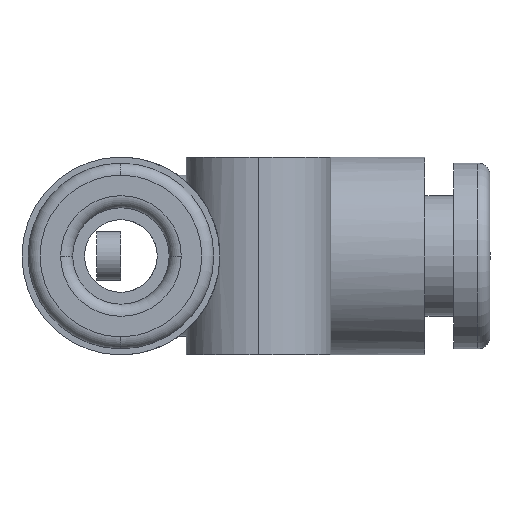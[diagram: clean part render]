
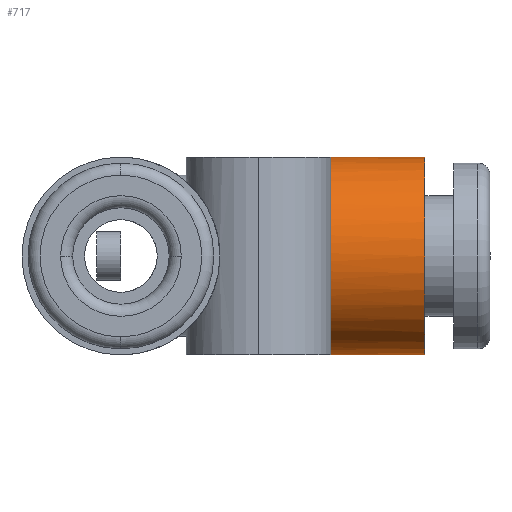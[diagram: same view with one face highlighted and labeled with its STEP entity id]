
A CAD part, left-side view. The second image highlights one B-rep face of the part: STEP entity #717.
In plain terms, the highlighted cylindrical face has radius 4.1 mm (diameter 8.2 mm), a partial arc.
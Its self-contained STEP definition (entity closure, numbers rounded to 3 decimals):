
#39 = CARTESIAN_POINT ( 'NONE',  ( 0., -4.073, 0. ) ) ;
#62 = DIRECTION ( 'NONE',  ( 0., -1., 0. ) ) ;
#133 = VERTEX_POINT ( 'NONE', #1340 ) ;
#134 = ORIENTED_EDGE ( 'NONE', *, *, #894, .T. ) ;
#135 = CARTESIAN_POINT ( 'NONE',  ( -2.858, -6.679, -2.942 ) ) ;
#164 = VERTEX_POINT ( 'NONE', #1886 ) ;
#176 = CARTESIAN_POINT ( 'NONE',  ( -3.643, -7.886, -1.891 ) ) ;
#242 = CARTESIAN_POINT ( 'NONE',  ( -2.7, -5.7, 3.085 ) ) ;
#258 = ORIENTED_EDGE ( 'NONE', *, *, #2081, .F. ) ;
#283 = CARTESIAN_POINT ( 'NONE',  ( -3.18, -4.073, -2.589 ) ) ;
#329 = CARTESIAN_POINT ( 'NONE',  ( -2.8, -6.494, -2.995 ) ) ;
#336 = VERTEX_POINT ( 'NONE', #1626 ) ;
#365 = ORIENTED_EDGE ( 'NONE', *, *, #909, .F. ) ;
#402 = B_SPLINE_CURVE_WITH_KNOTS ( 'NONE', 3,
 ( #2442, #2558, #2305, #329, #135, #2465, #2353, #2475, #2359, #2548, #176, #2561, #905, #2414, #2529, #2396, #2394, #2406, #1606, #2328, #1651, #1655, #1508, #2288, #2422, #2385, #2381, #2433, #2388, #875, #2626, #2377 ),
 .UNSPECIFIED., .F., .F.,
 ( 4, 2, 2, 2, 2, 2, 2, 2, 2, 2, 2, 2, 2, 2, 2, 4 ),
 ( 0.014, 0.015, 0.016, 0.016, 0.017, 0.017, 0.018, 0.019, 0.02, 0.02, 0.021, 0.022, 0.022, 0.023, 0.023, 0.024 ),
 .UNSPECIFIED. ) ;
#492 = DIRECTION ( 'NONE',  ( 0., 1., 0. ) ) ;
#505 = DIRECTION ( 'NONE',  ( 0., 0., -1. ) ) ;
#530 = LINE ( 'NONE', #892, #1989 ) ;
#609 = DIRECTION ( 'NONE',  ( 0., 0., 1. ) ) ;
#617 = CARTESIAN_POINT ( 'NONE',  ( -2.7, -5.549, -3.085 ) ) ;
#624 = CARTESIAN_POINT ( 'NONE',  ( -2.79, -4.956, -3.005 ) ) ;
#648 = CARTESIAN_POINT ( 'NONE',  ( -2.92, -4.536, -2.881 ) ) ;
#652 = CARTESIAN_POINT ( 'NONE',  ( -2.712, -5.396, -3.075 ) ) ;
#677 = EDGE_LOOP ( 'NONE', ( #2439, #365, #1221, #1912, #258, #801, #700, #134 ) ) ;
#700 = ORIENTED_EDGE ( 'NONE', *, *, #982, .F. ) ;
#717 = ADVANCED_FACE ( 'NONE', ( #2511 ), #2521, .T. ) ;
#731 = CARTESIAN_POINT ( 'NONE',  ( -3.18, -4.073, -2.589 ) ) ;
#756 = CARTESIAN_POINT ( 'NONE',  ( -3.042, -4.286, -2.758 ) ) ;
#792 = CARTESIAN_POINT ( 'NONE',  ( -2.7, -5.7, -3.085 ) ) ;
#801 = ORIENTED_EDGE ( 'NONE', *, *, #898, .F. ) ;
#805 = CARTESIAN_POINT ( 'NONE',  ( -2.757, -5.1, -3.035 ) ) ;
#822 = EDGE_CURVE ( 'NONE', #896, #164, #530, .T. ) ;
#875 = CARTESIAN_POINT ( 'NONE',  ( -2.721, -6.105, 3.068 ) ) ;
#892 = CARTESIAN_POINT ( 'NONE',  ( 0., -24.197, 4.1 ) ) ;
#894 = EDGE_CURVE ( 'NONE', #1706, #133, #2060, .T. ) ;
#896 = VERTEX_POINT ( 'NONE', #2498 ) ;
#898 = EDGE_CURVE ( 'NONE', #336, #1077, #402, .T. ) ;
#905 = CARTESIAN_POINT ( 'NONE',  ( -3.871, -8.079, -1.366 ) ) ;
#909 = EDGE_CURVE ( 'NONE', #896, #1401, #2101, .T. ) ;
#913 = EDGE_CURVE ( 'NONE', #1401, #133, #2113, .T. ) ;
#982 = EDGE_CURVE ( 'NONE', #1706, #336, #2441, .T. ) ;
#1077 = VERTEX_POINT ( 'NONE', #242 ) ;
#1101 = AXIS2_PLACEMENT_3D ( 'NONE', #39, #62, #505 ) ;
#1221 = ORIENTED_EDGE ( 'NONE', *, *, #822, .T. ) ;
#1266 = AXIS2_PLACEMENT_3D ( 'NONE', #1309, #1623, #1650 ) ;
#1298 = AXIS2_PLACEMENT_3D ( 'NONE', #2649, #2579, #2554 ) ;
#1309 = CARTESIAN_POINT ( 'NONE',  ( 0., -12.6, 0. ) ) ;
#1340 = CARTESIAN_POINT ( 'NONE',  ( 0., -4.073, -4.1 ) ) ;
#1349 = AXIS2_PLACEMENT_3D ( 'NONE', #2566, #2528, #609 ) ;
#1356 = CARTESIAN_POINT ( 'NONE',  ( -2.919, -4.539, 2.882 ) ) ;
#1360 = CARTESIAN_POINT ( 'NONE',  ( -3.18, -4.073, 2.589 ) ) ;
#1393 = VERTEX_POINT ( 'NONE', #2214 ) ;
#1401 = VERTEX_POINT ( 'NONE', #2192 ) ;
#1508 = CARTESIAN_POINT ( 'NONE',  ( -3.55, -7.797, 2.058 ) ) ;
#1522 = CARTESIAN_POINT ( 'NONE',  ( -2.79, -4.955, 3.005 ) ) ;
#1606 = CARTESIAN_POINT ( 'NONE',  ( -3.981, -8.16, 1. ) ) ;
#1612 = CARTESIAN_POINT ( 'NONE',  ( -3.043, -4.284, 2.756 ) ) ;
#1623 = DIRECTION ( 'NONE',  ( 0., -1., 0. ) ) ;
#1626 = CARTESIAN_POINT ( 'NONE',  ( -2.7, -5.7, -3.085 ) ) ;
#1640 = CARTESIAN_POINT ( 'NONE',  ( 0., -24.197, -4.1 ) ) ;
#1650 = DIRECTION ( 'NONE',  ( 0., 0., -1. ) ) ;
#1651 = CARTESIAN_POINT ( 'NONE',  ( -3.798, -8.022, 1.557 ) ) ;
#1655 = CARTESIAN_POINT ( 'NONE',  ( -3.64, -7.884, 1.896 ) ) ;
#1706 = VERTEX_POINT ( 'NONE', #283 ) ;
#1798 = EDGE_CURVE ( 'NONE', #164, #1393, #2476, .T. ) ;
#1886 = CARTESIAN_POINT ( 'NONE',  ( 0., -4.073, 4.1 ) ) ;
#1912 = ORIENTED_EDGE ( 'NONE', *, *, #1798, .T. ) ;
#1989 = VECTOR ( 'NONE', #492, 1000. ) ;
#2041 = B_SPLINE_CURVE_WITH_KNOTS ( 'NONE', 3,
 ( #2094, #2160, #2225, #2271, #1522, #1356, #1612, #1360 ),
 .UNSPECIFIED., .F., .F.,
 ( 4, 2, 2, 4 ),
 ( 0.005, 0.005, 0.006, 0.007 ),
 .UNSPECIFIED. ) ;
#2060 = CIRCLE ( 'NONE', #1298, 4.1 ) ;
#2081 = EDGE_CURVE ( 'NONE', #1077, #1393, #2041, .T. ) ;
#2094 = CARTESIAN_POINT ( 'NONE',  ( -2.7, -5.7, 3.085 ) ) ;
#2101 = CIRCLE ( 'NONE', #1266, 4.1 ) ;
#2113 = LINE ( 'NONE', #1640, #2114 ) ;
#2114 = VECTOR ( 'NONE', #2615, 1000. ) ;
#2160 = CARTESIAN_POINT ( 'NONE',  ( -2.7, -5.549, 3.085 ) ) ;
#2192 = CARTESIAN_POINT ( 'NONE',  ( 0., -12.6, -4.1 ) ) ;
#2214 = CARTESIAN_POINT ( 'NONE',  ( -3.18, -4.073, 2.589 ) ) ;
#2225 = CARTESIAN_POINT ( 'NONE',  ( -2.711, -5.399, 3.076 ) ) ;
#2271 = CARTESIAN_POINT ( 'NONE',  ( -2.756, -5.102, 3.035 ) ) ;
#2288 = CARTESIAN_POINT ( 'NONE',  ( -3.365, -7.589, 2.349 ) ) ;
#2305 = CARTESIAN_POINT ( 'NONE',  ( -2.72, -6.102, -3.068 ) ) ;
#2328 = CARTESIAN_POINT ( 'NONE',  ( -3.867, -8.076, 1.377 ) ) ;
#2353 = CARTESIAN_POINT ( 'NONE',  ( -3.089, -7.186, -2.7 ) ) ;
#2359 = CARTESIAN_POINT ( 'NONE',  ( -3.368, -7.592, -2.345 ) ) ;
#2377 = CARTESIAN_POINT ( 'NONE',  ( -2.7, -5.7, 3.085 ) ) ;
#2381 = CARTESIAN_POINT ( 'NONE',  ( -3.002, -7.025, 2.794 ) ) ;
#2385 = CARTESIAN_POINT ( 'NONE',  ( -3.087, -7.184, 2.702 ) ) ;
#2388 = CARTESIAN_POINT ( 'NONE',  ( -2.8, -6.491, 2.996 ) ) ;
#2394 = CARTESIAN_POINT ( 'NONE',  ( -4.084, -8.228, 0.411 ) ) ;
#2396 = CARTESIAN_POINT ( 'NONE',  ( -4.1, -8.237, 0.211 ) ) ;
#2406 = CARTESIAN_POINT ( 'NONE',  ( -4.025, -8.189, 0.804 ) ) ;
#2414 = CARTESIAN_POINT ( 'NONE',  ( -4.042, -8.204, -0.796 ) ) ;
#2422 = CARTESIAN_POINT ( 'NONE',  ( -3.27, -7.468, 2.477 ) ) ;
#2433 = CARTESIAN_POINT ( 'NONE',  ( -2.859, -6.681, 2.941 ) ) ;
#2439 = ORIENTED_EDGE ( 'NONE', *, *, #913, .F. ) ;
#2441 = B_SPLINE_CURVE_WITH_KNOTS ( 'NONE', 3,
 ( #731, #756, #648, #624, #805, #652, #617, #792 ),
 .UNSPECIFIED., .F., .F.,
 ( 4, 2, 2, 4 ),
 ( 0.013, 0.014, 0.014, 0.014 ),
 .UNSPECIFIED. ) ;
#2442 = CARTESIAN_POINT ( 'NONE',  ( -2.7, -5.7, -3.085 ) ) ;
#2465 = CARTESIAN_POINT ( 'NONE',  ( -3.003, -7.027, -2.794 ) ) ;
#2475 = CARTESIAN_POINT ( 'NONE',  ( -3.271, -7.468, -2.477 ) ) ;
#2476 = CIRCLE ( 'NONE', #1101, 4.1 ) ;
#2498 = CARTESIAN_POINT ( 'NONE',  ( 0., -12.6, 4.1 ) ) ;
#2511 = FACE_OUTER_BOUND ( 'NONE', #677, .T. ) ;
#2521 = CYLINDRICAL_SURFACE ( 'NONE', #1349, 4.1 ) ;
#2528 = DIRECTION ( 'NONE',  ( 0., 1., 0. ) ) ;
#2529 = CARTESIAN_POINT ( 'NONE',  ( -4.101, -8.238, -0.396 ) ) ;
#2548 = CARTESIAN_POINT ( 'NONE',  ( -3.553, -7.8, -2.054 ) ) ;
#2554 = DIRECTION ( 'NONE',  ( 0., 0., -1. ) ) ;
#2558 = CARTESIAN_POINT ( 'NONE',  ( -2.7, -5.902, -3.085 ) ) ;
#2561 = CARTESIAN_POINT ( 'NONE',  ( -3.802, -8.025, -1.547 ) ) ;
#2566 = CARTESIAN_POINT ( 'NONE',  ( 0., -24.197, 0. ) ) ;
#2579 = DIRECTION ( 'NONE',  ( 0., -1., 0. ) ) ;
#2615 = DIRECTION ( 'NONE',  ( 0., 1., 0. ) ) ;
#2626 = CARTESIAN_POINT ( 'NONE',  ( -2.7, -5.901, 3.085 ) ) ;
#2649 = CARTESIAN_POINT ( 'NONE',  ( 0., -4.073, 0. ) ) ;
